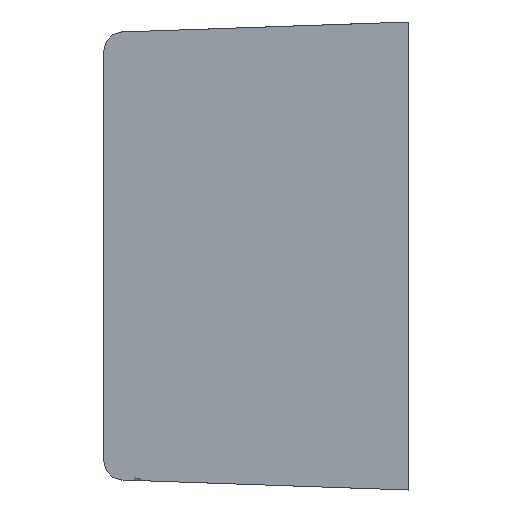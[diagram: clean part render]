
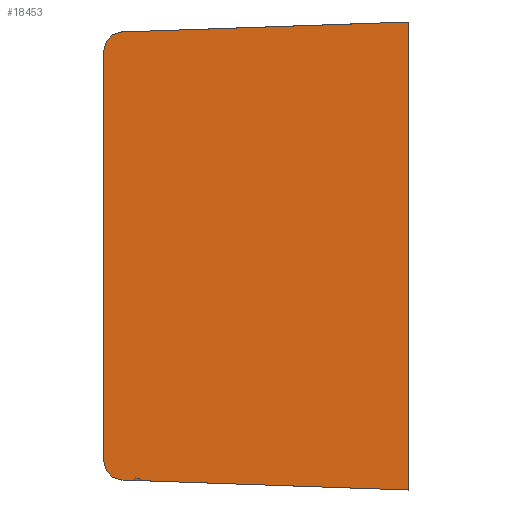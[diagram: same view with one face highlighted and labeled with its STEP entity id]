
A CAD part, left-side view. The second image highlights one B-rep face of the part: STEP entity #18453.
In plain terms, the highlighted planar face has unit normal (1, 0, 0).
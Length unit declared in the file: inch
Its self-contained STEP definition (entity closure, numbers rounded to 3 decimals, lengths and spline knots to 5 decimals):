
#438 = VERTEX_POINT ( 'NONE', #3692 ) ;
#460 = EDGE_CURVE ( 'NONE', #11339, #11155, #14027, .T. ) ;
#726 = CARTESIAN_POINT ( 'NONE',  ( -0.9935, 3.25, 2.19337 ) ) ;
#1055 = LINE ( 'NONE', #9838, #20119 ) ;
#1926 = LINE ( 'NONE', #22392, #21043 ) ;
#3143 = CARTESIAN_POINT ( 'NONE',  ( -0.9935, 3.25, -2.19337 ) ) ;
#3329 = DIRECTION ( 'NONE',  ( 0., 0., -1. ) ) ;
#3345 = DIRECTION ( 'NONE',  ( 1., 0., 0. ) ) ;
#3351 = CARTESIAN_POINT ( 'NONE',  ( -0.9935, 3.05, 2.19337 ) ) ;
#3575 = VECTOR ( 'NONE', #9794, 39.37008 ) ;
#3692 = CARTESIAN_POINT ( 'NONE',  ( -0.9935, 3.05698, -2.39325 ) ) ;
#3830 = DIRECTION ( 'NONE',  ( 0., -1., 0. ) ) ;
#3838 = DIRECTION ( 'NONE',  ( -1., 0., 0. ) ) ;
#3895 = CARTESIAN_POINT ( 'NONE',  ( -0.9935, 2.89106, -2.41359 ) ) ;
#4126 = LINE ( 'NONE', #15966, #3575 ) ;
#4346 = CARTESIAN_POINT ( 'NONE',  ( -0.9935, 2.93311, -2.39757 ) ) ;
#4592 = DIRECTION ( 'NONE',  ( 0., 0.999, 0.035 ) ) ;
#4647 = CARTESIAN_POINT ( 'NONE',  ( -0.9935, 3.05698, 2.39325 ) ) ;
#4872 = CARTESIAN_POINT ( 'NONE',  ( -0.9935, 3.05698, 2.39325 ) ) ;
#4893 = DIRECTION ( 'NONE',  ( 0., -0.999, 0.035 ) ) ;
#5092 = VECTOR ( 'NONE', #4592, 39.37008 ) ;
#5353 = DIRECTION ( 'NONE',  ( 0., 0., -1. ) ) ;
#5378 = DIRECTION ( 'NONE',  ( 1., 0., 0. ) ) ;
#5448 = CARTESIAN_POINT ( 'NONE',  ( -0.9935, 3.05, -2.19337 ) ) ;
#5916 = LINE ( 'NONE', #4346, #5092 ) ;
#6765 = AXIS2_PLACEMENT_3D ( 'NONE', #3895, #3838, #3830 ) ;
#6818 = FACE_OUTER_BOUND ( 'NONE', #15266, .T. ) ;
#7274 = CARTESIAN_POINT ( 'NONE',  ( -0.9935, 2.93311, -2.39757 ) ) ;
#7648 = EDGE_CURVE ( 'NONE', #19044, #17548, #17604, .T. ) ;
#9280 = ORIENTED_EDGE ( 'NONE', *, *, #11420, .T. ) ;
#9510 = VERTEX_POINT ( 'NONE', #10055 ) ;
#9568 = CARTESIAN_POINT ( 'NONE',  ( -0.9935, 2.84799, -2.40055 ) ) ;
#9722 = ORIENTED_EDGE ( 'NONE', *, *, #460, .T. ) ;
#9794 = DIRECTION ( 'NONE',  ( 0., 0., 1. ) ) ;
#9838 = CARTESIAN_POINT ( 'NONE',  ( -0.9935, 0., -2.5 ) ) ;
#9883 = EDGE_CURVE ( 'NONE', #11155, #9510, #19881, .T. ) ;
#10055 = CARTESIAN_POINT ( 'NONE',  ( -0.9935, 0., 2.5 ) ) ;
#11155 = VERTEX_POINT ( 'NONE', #4647 ) ;
#11339 = VERTEX_POINT ( 'NONE', #726 ) ;
#11420 = EDGE_CURVE ( 'NONE', #9510, #14623, #1926, .T. ) ;
#11451 = ORIENTED_EDGE ( 'NONE', *, *, #20811, .T. ) ;
#11993 = VERTEX_POINT ( 'NONE', #3143 ) ;
#12545 = EDGE_CURVE ( 'NONE', #438, #11993, #21290, .T. ) ;
#13626 = ORIENTED_EDGE ( 'NONE', *, *, #16026, .T. ) ;
#14027 = CIRCLE ( 'NONE', #23402, 0.2 ) ;
#14204 = EDGE_CURVE ( 'NONE', #17548, #438, #5916, .T. ) ;
#14623 = VERTEX_POINT ( 'NONE', #17349 ) ;
#14656 = AXIS2_PLACEMENT_3D ( 'NONE', #16033, #15482, #15129 ) ;
#15129 = DIRECTION ( 'NONE',  ( 0., 1., 0. ) ) ;
#15266 = EDGE_LOOP ( 'NONE', ( #9280, #11451, #16896, #23368, #15517, #13626, #9722, #23013 ) ) ;
#15303 = VECTOR ( 'NONE', #4893, 39.37008 ) ;
#15482 = DIRECTION ( 'NONE',  ( 1., 0., 0. ) ) ;
#15517 = ORIENTED_EDGE ( 'NONE', *, *, #12545, .T. ) ;
#15966 = CARTESIAN_POINT ( 'NONE',  ( -0.9935, 3.25, 2.5 ) ) ;
#16026 = EDGE_CURVE ( 'NONE', #11993, #11339, #4126, .T. ) ;
#16033 = CARTESIAN_POINT ( 'NONE',  ( -0.9935, 3.25, 2.5 ) ) ;
#16274 = PLANE ( 'NONE',  #14656 ) ;
#16896 = ORIENTED_EDGE ( 'NONE', *, *, #7648, .T. ) ;
#17221 = DIRECTION ( 'NONE',  ( 0., 0.999, 0.035 ) ) ;
#17349 = CARTESIAN_POINT ( 'NONE',  ( -0.9935, 0., -2.5 ) ) ;
#17548 = VERTEX_POINT ( 'NONE', #7274 ) ;
#17604 = CIRCLE ( 'NONE', #6765, 0.045 ) ;
#17665 = DIRECTION ( 'NONE',  ( 0., 0., -1. ) ) ;
#18453 = ADVANCED_FACE ( 'NONE', ( #6818 ), #16274, .T. ) ;
#18702 = AXIS2_PLACEMENT_3D ( 'NONE', #5448, #5378, #5353 ) ;
#19044 = VERTEX_POINT ( 'NONE', #9568 ) ;
#19881 = LINE ( 'NONE', #4872, #15303 ) ;
#20119 = VECTOR ( 'NONE', #17221, 39.37008 ) ;
#20811 = EDGE_CURVE ( 'NONE', #14623, #19044, #1055, .T. ) ;
#21043 = VECTOR ( 'NONE', #17665, 39.37008 ) ;
#21290 = CIRCLE ( 'NONE', #18702, 0.2 ) ;
#22392 = CARTESIAN_POINT ( 'NONE',  ( -0.9935, 0., 2.5 ) ) ;
#23013 = ORIENTED_EDGE ( 'NONE', *, *, #9883, .T. ) ;
#23368 = ORIENTED_EDGE ( 'NONE', *, *, #14204, .T. ) ;
#23402 = AXIS2_PLACEMENT_3D ( 'NONE', #3351, #3345, #3329 ) ;
